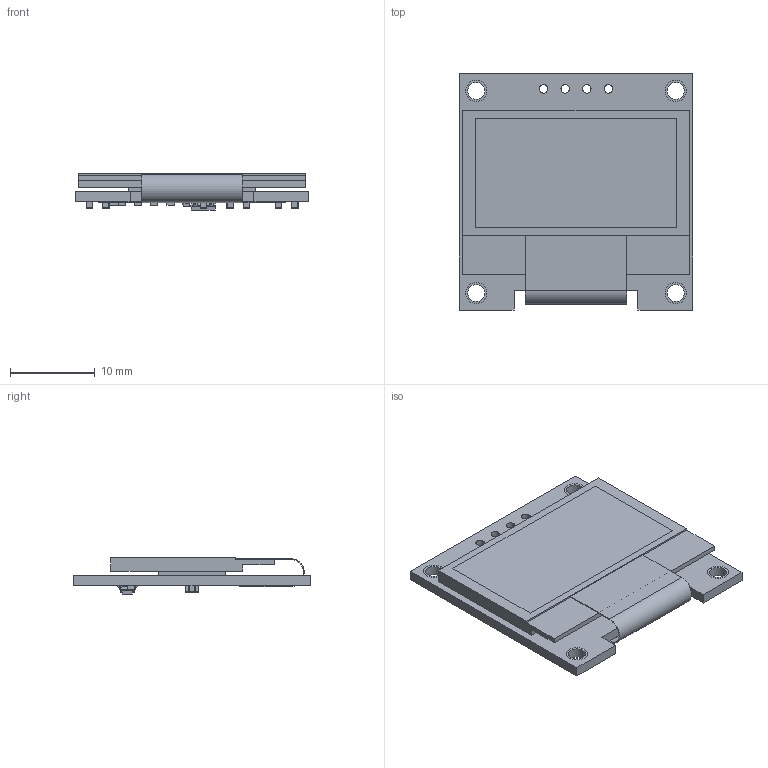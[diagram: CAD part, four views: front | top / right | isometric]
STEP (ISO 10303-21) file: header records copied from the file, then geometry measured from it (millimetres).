
FILE_DESCRIPTION(('FreeCAD Model'),'2;1');
FILE_NAME('Open CASCADE Shape Model','2025-06-10T21:41:36',(''),(''), 'Open CASCADE STEP processor 7.8','FreeCAD','Unknown');
FILE_SCHEMA(('AUTOMOTIVE_DESIGN { 1 0 10303 214 1 1 1 1 }'));
Length unit declared in the file: millimetre
Products named in the file (82): th_display_generic_oled_0_96i_128x64; Display; Pnael; Screen; Ribbon; PCB; Body; C6; Compound; Compound001; Compound002; C5; Compound003; Compound004; Compound005; R5; Body001; Body002; Array; Term; Term001; R6; Body003; Body004; Array001; Term002; Term003; R7; Body005; Body006; Array002; Term004; Term005; R10; Body007; Body008; Array003; Term006; Term007; D1 ...
Assembly tree (84 placements, depth 5):
  th_display_generic_oled_0_96i_128x64
    Display
      Pnael
      Screen
      Ribbon
    PCB
      Body
      C6
        Compound
        Compound001
        Compound002
      C5
        Compound003
        Compound004
        Compound005
      R5
        Body001
        Body002
        Array
          Term
          Term001
      R6
        Body003
        Body004
        Array001
          Term002
          Term003
      R7
        Body005
        Body006
        Array002
          Term004
          Term005
      R10
        Body007
        Body008
        Array003
          Term006
          Term007
      D1
        Body010
        Pad001
        Pad001 (Mirror #1)
        Body011
      C9
        Compound006
        Compound007
        Compound008
      C2
        Compound009
        Compound010
        Compound011
      C1
        Compound012
        Compound013
        Compound014
      C4
        Compound015
        Compound016
        Compound017
Bounding box: 27.5 x 27.8 x 4.3 mm (x, y, z)
Volume: 1675.1 mm3; surface area: 4147.4 mm2
Topology: 60 solids, 60 shells, 885 faces, 2015 edges, 1188 vertices
Faces by surface type: plane 567, cylinder 190, cone 64, sphere 64
Full cylindrical faces by diameter (mm): 1 x4, 2 x4, 2.5 x8
Entity records: 25536 total; most frequent: DIRECTION 4283, CARTESIAN_POINT 4067, ORIENTED_EDGE 3866, EDGE_CURVE 1933, LINE 1499, VECTOR 1499, AXIS2_PLACEMENT_3D 1392, VERTEX_POINT 1176
